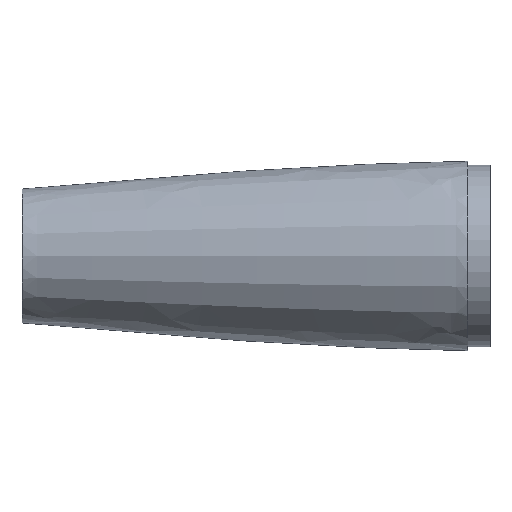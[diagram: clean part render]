
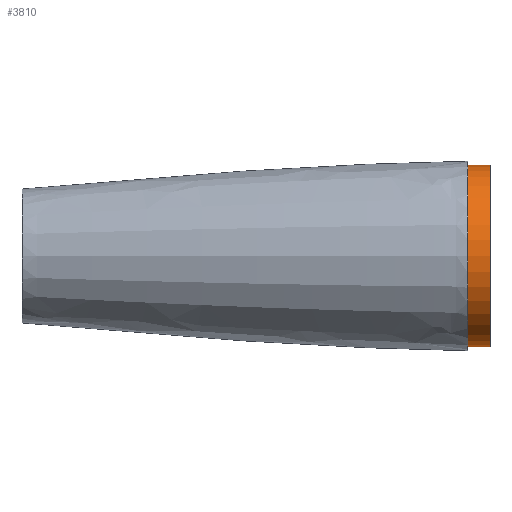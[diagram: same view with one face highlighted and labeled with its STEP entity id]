
A CAD part, top view. The second image highlights one B-rep face of the part: STEP entity #3810.
In plain terms, the highlighted cylindrical face has radius 40.75 mm (diameter 81.5 mm), a partial arc.
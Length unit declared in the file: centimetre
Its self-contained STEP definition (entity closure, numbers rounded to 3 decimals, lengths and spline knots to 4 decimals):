
#144 = DIRECTION ( 'NONE',  ( 0., 1., 0. ) ) ;
#222 = EDGE_CURVE ( 'NONE', #2721, #2220, #918, .T. ) ;
#284 = VECTOR ( 'NONE', #3974, 100. ) ;
#341 = DIRECTION ( 'NONE',  ( 0., 1., 0. ) ) ;
#555 = ORIENTED_EDGE ( 'NONE', *, *, #1313, .T. ) ;
#806 = DIRECTION ( 'NONE',  ( 1., 0., 0. ) ) ;
#918 = CIRCLE ( 'NONE', #2408, 4.075 ) ;
#1268 = VERTEX_POINT ( 'NONE', #3815 ) ;
#1313 = EDGE_CURVE ( 'NONE', #1605, #1268, #2124, .T. ) ;
#1397 = EDGE_CURVE ( 'NONE', #1605, #2721, #1835, .T. ) ;
#1442 = CARTESIAN_POINT ( 'NONE',  ( 0., -4.075, 0. ) ) ;
#1453 = FACE_OUTER_BOUND ( 'NONE', #2005, .T. ) ;
#1460 = CARTESIAN_POINT ( 'NONE',  ( -39.3098, 4.075, 0. ) ) ;
#1474 = CYLINDRICAL_SURFACE ( 'NONE', #4187, 4.075 ) ;
#1548 = CARTESIAN_POINT ( 'NONE',  ( -1., 0., 0. ) ) ;
#1605 = VERTEX_POINT ( 'NONE', #1858 ) ;
#1779 = ORIENTED_EDGE ( 'NONE', *, *, #2500, .T. ) ;
#1806 = DIRECTION ( 'NONE',  ( 0., 1., 0. ) ) ;
#1835 = LINE ( 'NONE', #1460, #3262 ) ;
#1858 = CARTESIAN_POINT ( 'NONE',  ( -1., 4.075, 0. ) ) ;
#1950 = CARTESIAN_POINT ( 'NONE',  ( -39.3098, -4.075, 0. ) ) ;
#2005 = EDGE_LOOP ( 'NONE', ( #555, #1779, #4134, #3822 ) ) ;
#2124 = CIRCLE ( 'NONE', #2693, 4.075 ) ;
#2220 = VERTEX_POINT ( 'NONE', #1442 ) ;
#2408 = AXIS2_PLACEMENT_3D ( 'NONE', #3075, #3347, #341 ) ;
#2500 = EDGE_CURVE ( 'NONE', #1268, #2220, #3283, .T. ) ;
#2520 = DIRECTION ( 'NONE',  ( 1., 0., 0. ) ) ;
#2693 = AXIS2_PLACEMENT_3D ( 'NONE', #1548, #2520, #144 ) ;
#2721 = VERTEX_POINT ( 'NONE', #3753 ) ;
#3075 = CARTESIAN_POINT ( 'NONE',  ( 0., 0., 0. ) ) ;
#3223 = CARTESIAN_POINT ( 'NONE',  ( -39.3098, 0., 0. ) ) ;
#3262 = VECTOR ( 'NONE', #806, 100. ) ;
#3283 = LINE ( 'NONE', #1950, #284 ) ;
#3347 = DIRECTION ( 'NONE',  ( 1., 0., 0. ) ) ;
#3476 = DIRECTION ( 'NONE',  ( 1., 0., 0. ) ) ;
#3753 = CARTESIAN_POINT ( 'NONE',  ( 0., 4.075, 0. ) ) ;
#3810 = ADVANCED_FACE ( 'NONE', ( #1453 ), #1474, .T. ) ;
#3815 = CARTESIAN_POINT ( 'NONE',  ( -1., -4.075, 0. ) ) ;
#3822 = ORIENTED_EDGE ( 'NONE', *, *, #1397, .F. ) ;
#3974 = DIRECTION ( 'NONE',  ( 1., 0., 0. ) ) ;
#4134 = ORIENTED_EDGE ( 'NONE', *, *, #222, .F. ) ;
#4187 = AXIS2_PLACEMENT_3D ( 'NONE', #3223, #3476, #1806 ) ;
